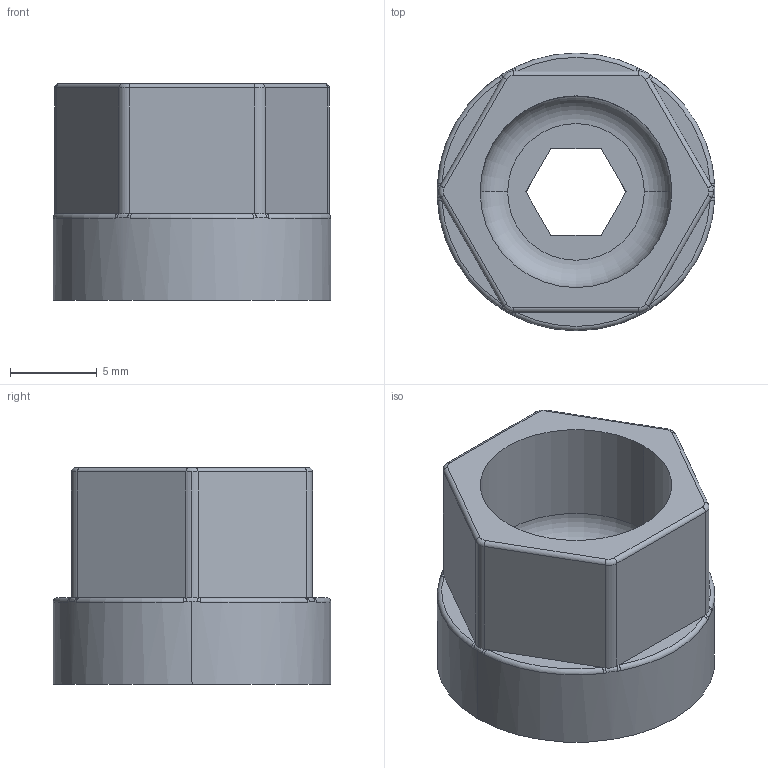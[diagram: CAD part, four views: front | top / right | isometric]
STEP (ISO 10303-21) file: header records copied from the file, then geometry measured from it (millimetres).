
FILE_DESCRIPTION (( 'STEP AP203' ), '1' );
FILE_NAME ('am-3909 14mm Hex to 5mm Hex.STEP', '2022-05-23T19:09:44', ( '' ), ( '' ), 'SwSTEP 2.0', 'SolidWorks 2021', '' );
FILE_SCHEMA (( 'CONFIG_CONTROL_DESIGN' ));
Length unit declared in the file: inch
Products named in the file (1): am-3909 14mm Hex to 5mm Hex
Bounding box: 16 x 16 x 12.5 mm (x, y, z)
Volume: 1446.2 mm3; surface area: 1279.4 mm2
Topology: 1 solids, 1 shells, 71 faces, 166 edges, 98 vertices
Faces by surface type: plane 21, bspline 18, cylinder 17, torus 15
Entity records: 2326 total; most frequent: CARTESIAN_POINT 674, DIRECTION 335, ORIENTED_EDGE 332, EDGE_CURVE 166, AXIS2_PLACEMENT_3D 135, VERTEX_POINT 98, CIRCLE 81, EDGE_LOOP 74
